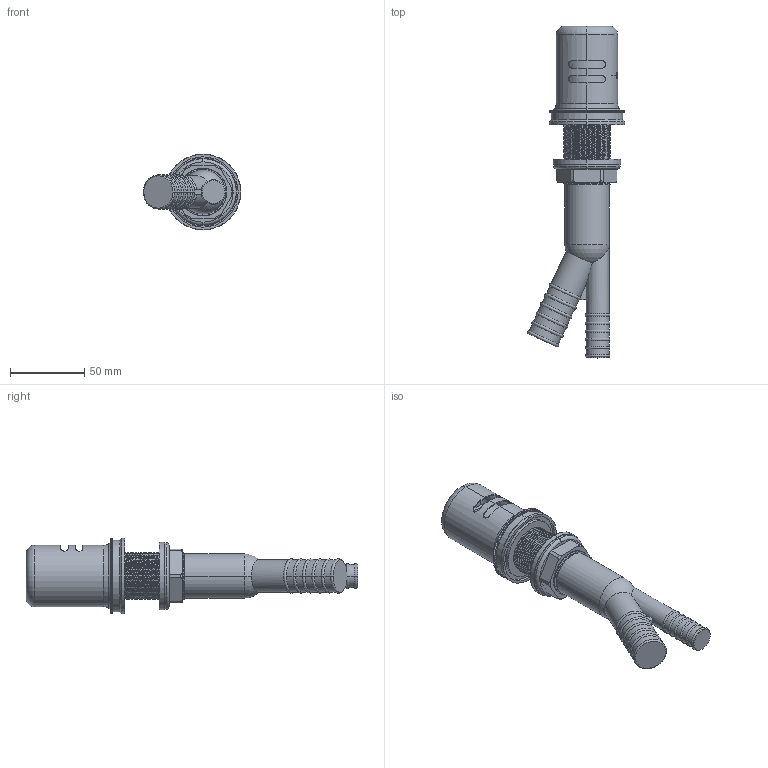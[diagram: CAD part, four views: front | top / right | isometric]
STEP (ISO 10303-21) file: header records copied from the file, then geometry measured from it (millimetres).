
FILE_DESCRIPTION((''),'2;1');
FILE_NAME('2940-5711_2','2021-10-04T15:06:37',('rsmith'),(''),'CREO PARAMETRIC BY PTC INC, 2018400','CREO PARAMETRIC BY PTC INC, 2018400','');
FILE_SCHEMA(('AUTOMOTIVE_DESIGN { 1 0 10303 214 1 1 1 1 }'));
Length unit declared in the file: inch
Products named in the file (1): 2940-5711_2
Bounding box: 65.59 x 223.58 x 50.8 mm (x, y, z)
Volume: 164935.6 mm3; surface area: 52042.2 mm2
Topology: 1 solids, 1 shells, 643 faces, 1794 edges, 1170 vertices
Faces by surface type: plane 312, cylinder 256, bspline 36, torus 31, cone 6, sphere 2
Entity records: 44814 total; most frequent: CARTESIAN_POINT 19201, ORIENTED_EDGE 3588, DIRECTION 3225, PRESENTATION_STYLE_ASSIGNMENT 2134, STYLED_ITEM 1877, CURVE_STYLE 1794, EDGE_CURVE 1794, VERTEX_POINT 1170
